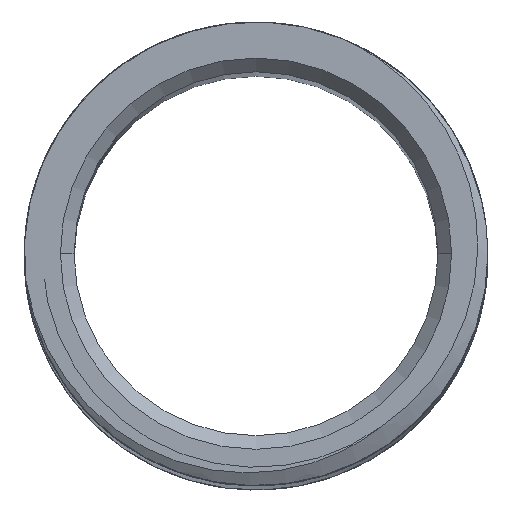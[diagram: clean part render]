
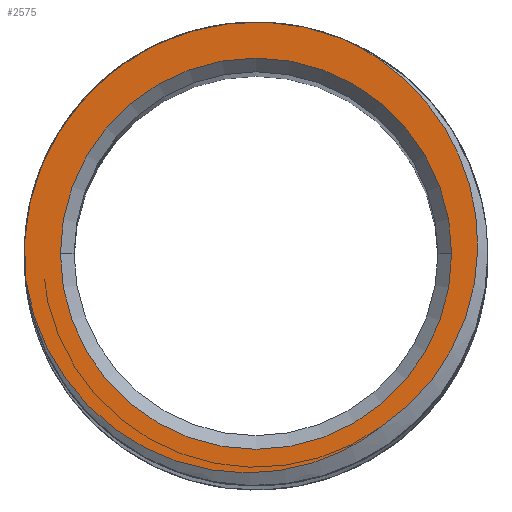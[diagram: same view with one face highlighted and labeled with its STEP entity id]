
A CAD part, top view. The second image highlights one B-rep face of the part: STEP entity #2575.
In plain terms, the highlighted planar face has unit normal (0, 0, 1).
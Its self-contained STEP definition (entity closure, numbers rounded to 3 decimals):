
#68=CARTESIAN_POINT('',(0.,0.,74.93));
#69=DIRECTION('',(0.,0.,-1.));
#70=DIRECTION('',(-1.,0.,0.));
#71=AXIS2_PLACEMENT_3D('',#68,#69,#70);
#73=CARTESIAN_POINT('',(0.,0.,74.93));
#74=DIRECTION('',(0.,0.,-1.));
#75=DIRECTION('',(1.,0.,0.));
#76=AXIS2_PLACEMENT_3D('',#73,#74,#75);
#78=CARTESIAN_POINT('',(7.219,-9.935,74.93));
#79=CARTESIAN_POINT('',(7.838,-9.522,74.93));
#80=CARTESIAN_POINT('',(8.98,-8.599,74.93));
#81=CARTESIAN_POINT('',(10.419,-6.946,74.93));
#82=CARTESIAN_POINT('',(11.567,-5.026,74.93));
#83=CARTESIAN_POINT('',(12.365,-2.91,74.93));
#84=CARTESIAN_POINT('',(12.771,-0.65,74.93));
#85=CARTESIAN_POINT('',(12.773,1.499,74.93));
#86=CARTESIAN_POINT('',(12.456,3.476,74.93));
#87=CARTESIAN_POINT('',(11.868,5.313,74.93));
#88=CARTESIAN_POINT('',(11.019,7.045,74.93));
#89=CARTESIAN_POINT('',(9.874,8.698,74.93));
#90=CARTESIAN_POINT('',(8.441,10.197,74.93));
#91=CARTESIAN_POINT('',(6.807,11.439,74.93));
#92=CARTESIAN_POINT('',(5.619,12.085,74.93));
#93=CARTESIAN_POINT('',(4.998,12.363,74.93));
#95=CARTESIAN_POINT('',(-13.251,-1.497,74.93));
#96=CARTESIAN_POINT('',(-13.119,-2.365,74.93));
#97=CARTESIAN_POINT('',(-12.694,-4.029,74.93));
#98=CARTESIAN_POINT('',(-11.604,-6.338,74.93));
#99=CARTESIAN_POINT('',(-10.084,-8.401,74.93));
#100=CARTESIAN_POINT('',(-8.189,-10.127,74.93));
#101=CARTESIAN_POINT('',(-6.06,-11.415,74.93));
#102=CARTESIAN_POINT('',(-3.727,-12.277,74.93));
#103=CARTESIAN_POINT('',(-1.207,-12.673,74.93));
#104=CARTESIAN_POINT('',(1.247,-12.56,74.93));
#105=CARTESIAN_POINT('',(3.457,-12.035,74.93));
#106=CARTESIAN_POINT('',(5.45,-11.173,74.93));
#107=CARTESIAN_POINT('',(6.651,-10.384,74.93));
#108=CARTESIAN_POINT('',(7.219,-9.935,74.93));
#194=CARTESIAN_POINT('',(0.,0.,74.93));
#195=DIRECTION('',(0.,0.,1.));
#196=DIRECTION('',(0.375,0.927,0.));
#197=AXIS2_PLACEMENT_3D('',#194,#195,#196);
#2367=CARTESIAN_POINT('',(-11.252,0.,74.93));
#2368=CARTESIAN_POINT('',(11.252,0.,74.93));
#2369=VERTEX_POINT('',#2367);
#2370=VERTEX_POINT('',#2368);
#2386=VERTEX_POINT('',#78);
#2387=VERTEX_POINT('',#93);
#2388=VERTEX_POINT('',#95);
#2557=CARTESIAN_POINT('',(0.,0.,74.93));
#2558=DIRECTION('',(0.,0.,1.));
#2559=DIRECTION('',(1.,0.,0.));
#2560=AXIS2_PLACEMENT_3D('',#2557,#2558,#2559);
#2561=PLANE('',#2560);
#2563=ORIENTED_EDGE('',*,*,#2562,.F.);
#2565=ORIENTED_EDGE('',*,*,#2564,.F.);
#2567=ORIENTED_EDGE('',*,*,#2566,.F.);
#2568=EDGE_LOOP('',(#2563,#2565,#2567));
#2569=FACE_OUTER_BOUND('',#2568,.F.);
#2571=ORIENTED_EDGE('',*,*,#2570,.F.);
#2572=ORIENTED_EDGE('',*,*,#2547,.F.);
#2573=EDGE_LOOP('',(#2571,#2572));
#2574=FACE_BOUND('',#2573,.F.);
#2575=ADVANCED_FACE('',(#2569,#2574),#2561,.T.);
#72=CIRCLE('',#71,11.252);
#77=CIRCLE('',#76,11.252);
#94=B_SPLINE_CURVE_WITH_KNOTS('',3,(#78,#79,#80,#81,#82,#83,#84,#85,#86,#87,#88,
#89,#90,#91,#92,#93),.UNSPECIFIED.,.F.,.F.,(4,1,1,1,1,1,1,1,1,1,1,1,1,4),(0.,
0.077,0.154,0.231,0.308,
0.385,0.462,0.538,0.615,
0.692,0.769,0.846,0.923,1.),
.UNSPECIFIED.);
#109=B_SPLINE_CURVE_WITH_KNOTS('',3,(#95,#96,#97,#98,#99,#100,#101,#102,#103,
#104,#105,#106,#107,#108),.UNSPECIFIED.,.F.,.F.,(4,1,1,1,1,1,1,1,1,1,1,4),(0.,
0.091,0.182,0.273,0.364,
0.455,0.545,0.636,0.727,
0.818,0.909,1.),.UNSPECIFIED.);
#198=CIRCLE('',#197,13.335);
#2547=EDGE_CURVE('',#2370,#2369,#77,.T.);
#2562=EDGE_CURVE('',#2386,#2387,#94,.T.);
#2564=EDGE_CURVE('',#2388,#2386,#109,.T.);
#2566=EDGE_CURVE('',#2387,#2388,#198,.T.);
#2570=EDGE_CURVE('',#2369,#2370,#72,.T.);
